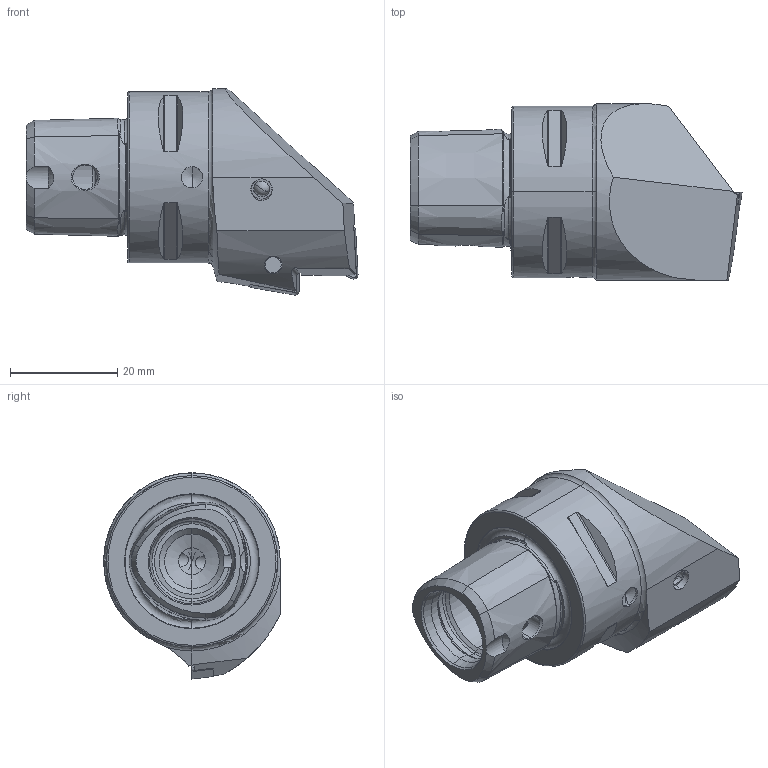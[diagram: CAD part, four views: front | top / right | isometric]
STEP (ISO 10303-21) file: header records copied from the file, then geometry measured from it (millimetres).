
FILE_DESCRIPTION (( 'STEP AP214' ), '1' );
FILE_NAME ('PS3-So2.RXX.043.STEP', '2017-10-19T15:57:11', ( 'SWIAdmin' ), ( 'Hewlett-Packard Company' ), 'SwSTEP 2.0', 'SolidWorks 2017', '' );
FILE_SCHEMA (( 'AUTOMOTIVE_DESIGN' ));
Length unit declared in the file: millimetre
Products named in the file (7): TCMT110208; PS3-So2.RXX.043_A; PS3-So2.RXX.043; KVT_MB_600_040; WCB-ER2.001.009_A; WCA-ER2.001.006_B; CCMT09T308
Assembly tree (6 placements, depth 2):
  PS3-So2.RXX.043
    PS3-So2.RXX.043_A
    TCMT110208
    CCMT09T308
    WCA-ER2.001.006_B
    WCB-ER2.001.009_A
    KVT_MB_600_040
Bounding box: 62 x 32.99 x 38.5 mm (x, y, z)
Volume: 28046.2 mm3; surface area: 9499.9 mm2
Topology: 7 solids, 7 shells, 346 faces, 875 edges, 531 vertices
Faces by surface type: cone 118, cylinder 104, plane 64, torus 46, bspline 8, sphere 6
Entity records: 11693 total; most frequent: CARTESIAN_POINT 3284, ORIENTED_EDGE 1708, DIRECTION 1702, EDGE_CURVE 854, AXIS2_PLACEMENT_3D 698, VERTEX_POINT 528, EDGE_LOOP 366, CIRCLE 351
